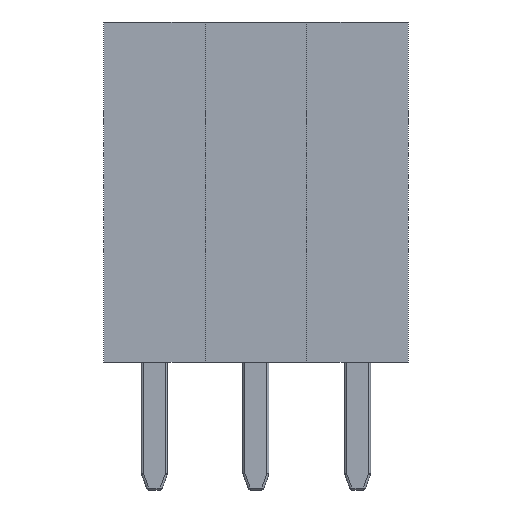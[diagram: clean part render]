
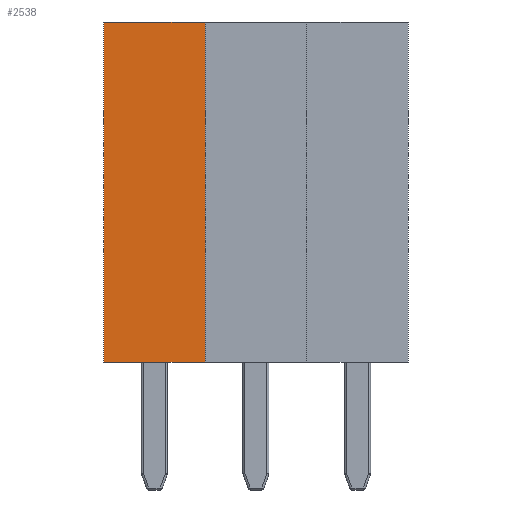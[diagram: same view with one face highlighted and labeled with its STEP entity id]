
A CAD part, front view. The second image highlights one B-rep face of the part: STEP entity #2538.
In plain terms, the highlighted planar face has unit normal (0, -1, 0).
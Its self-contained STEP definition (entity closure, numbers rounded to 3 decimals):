
#442=FACE_OUTER_BOUND('',#598,.T.);
#598=EDGE_LOOP('',(#2189,#2190,#2191,#2192));
#627=LINE('',#3755,#813);
#632=LINE('',#3765,#818);
#766=LINE('',#4410,#952);
#784=LINE('',#4494,#970);
#813=VECTOR('',#2948,10.);
#818=VECTOR('',#2957,10.);
#952=VECTOR('',#3555,10.);
#970=VECTOR('',#3677,10.);
#997=VERTEX_POINT('',#3752);
#998=VERTEX_POINT('',#3754);
#1001=VERTEX_POINT('',#3764);
#1152=VERTEX_POINT('',#4409);
#1199=EDGE_CURVE('',#998,#997,#627,.T.);
#1204=EDGE_CURVE('',#998,#1001,#632,.T.);
#1466=EDGE_CURVE('',#1001,#1152,#766,.T.);
#1508=EDGE_CURVE('',#997,#1152,#784,.T.);
#2189=ORIENTED_EDGE('',*,*,#1199,.T.);
#2190=ORIENTED_EDGE('',*,*,#1508,.T.);
#2191=ORIENTED_EDGE('',*,*,#1466,.F.);
#2192=ORIENTED_EDGE('',*,*,#1204,.F.);
#2237=PLANE('',#2890);
#2538=ADVANCED_FACE('',(#442),#2237,.T.);
#2890=AXIS2_PLACEMENT_3D('',#4495,#3678,#3679);
#2948=DIRECTION('',(1.,0.,0.));
#2957=DIRECTION('',(0.,0.,1.));
#3555=DIRECTION('',(1.,0.,0.));
#3677=DIRECTION('',(0.,0.,1.));
#3678=DIRECTION('center_axis',(0.,-1.,0.));
#3679=DIRECTION('ref_axis',(1.,0.,0.));
#3752=CARTESIAN_POINT('',(1.27,-1.27,0.));
#3754=CARTESIAN_POINT('',(-1.27,-1.27,0.));
#3755=CARTESIAN_POINT('',(-1.27,-1.27,0.));
#3764=CARTESIAN_POINT('',(-1.27,-1.27,8.5));
#3765=CARTESIAN_POINT('',(-1.27,-1.27,0.));
#4409=CARTESIAN_POINT('',(1.27,-1.27,8.5));
#4410=CARTESIAN_POINT('',(-1.27,-1.27,8.5));
#4494=CARTESIAN_POINT('',(1.27,-1.27,0.));
#4495=CARTESIAN_POINT('Origin',(-1.27,-1.27,0.));
